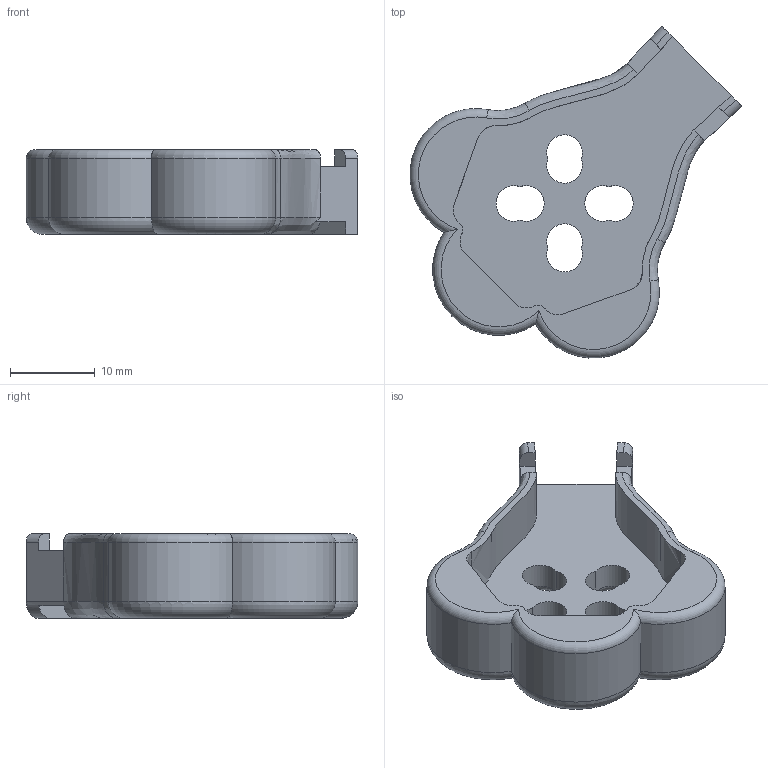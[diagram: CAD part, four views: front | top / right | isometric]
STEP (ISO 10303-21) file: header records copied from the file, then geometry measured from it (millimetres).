
FILE_DESCRIPTION(/* description */ (''),/* implementation_level */ '2;1');
FILE_NAME(/* name */ 'foot_minimal_thicc.step',/* time_stamp */ '2025-07-17T17:28:32-07:00',/* author */ (''),/* organization */ (''),/* preprocessor_version */ 'ST-DEVELOPER v20.1',/* originating_system */ 'Autodesk Translation Framework v14.10.0.0',/* authorisation */ '');
FILE_SCHEMA (('AUTOMOTIVE_DESIGN { 1 0 10303 214 3 1 1 }'));
Length unit declared in the file: millimetre
Products named in the file (1): Arm Guard
Bounding box: 39.18 x 39.18 x 10 mm (x, y, z)
Volume: 4529 mm3; surface area: 3830.8 mm2
Topology: 1 solids, 1 shells, 82 faces, 216 edges, 136 vertices
Faces by surface type: plane 26, cylinder 22, bspline 20, torus 14
Entity records: 3355 total; most frequent: CARTESIAN_POINT 1417, ORIENTED_EDGE 432, DIRECTION 351, EDGE_CURVE 216, VERTEX_POINT 136, AXIS2_PLACEMENT_3D 133, EDGE_LOOP 90, LINE 85
